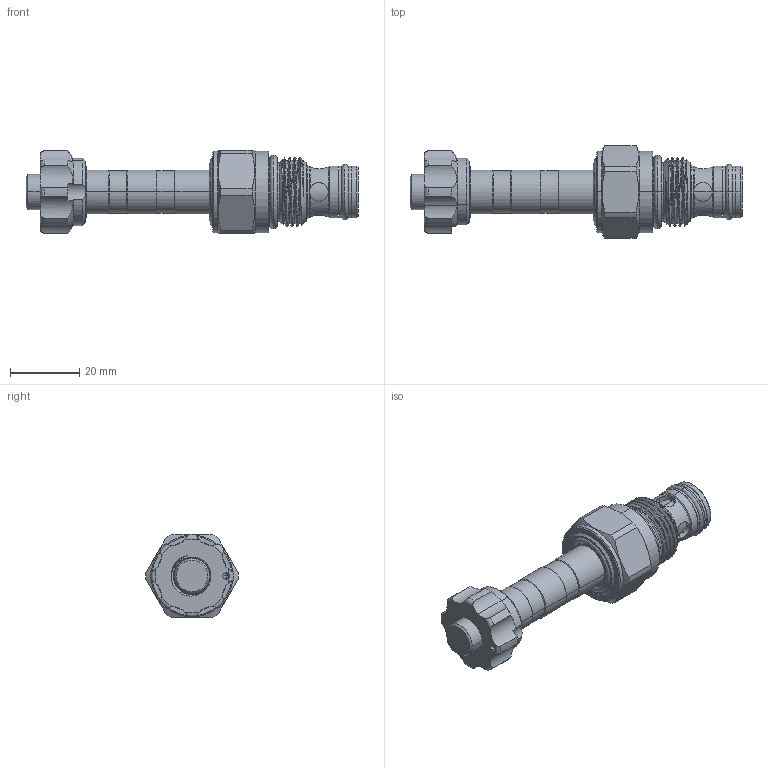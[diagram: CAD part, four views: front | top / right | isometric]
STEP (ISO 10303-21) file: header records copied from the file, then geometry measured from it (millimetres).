
FILE_DESCRIPTION (( 'STEP AP203' ), '1' );
FILE_NAME ('EP20M2A31M05.STEP', '2016-08-25T06:30:59', ( '' ), ( '' ), 'SwSTEP 2.0', 'SolidWorks 2012', '' );
FILE_SCHEMA (( 'CONFIG_CONTROL_DESIGN' ));
Length unit declared in the file: millimetre
Products named in the file (1): EP20M2A31M05
Bounding box: 95.85 x 26.69 x 24 mm (x, y, z)
Volume: 22369.8 mm3; surface area: 9246.6 mm2
Topology: 4 solids, 4 shells, 228 faces, 552 edges, 342 vertices
Faces by surface type: cylinder 117, cone 48, torus 30, plane 27, bspline 6
Entity records: 11324 total; most frequent: CARTESIAN_POINT 6049, ORIENTED_EDGE 1104, DIRECTION 1102, EDGE_CURVE 552, AXIS2_PLACEMENT_3D 471, VERTEX_POINT 342, CIRCLE 248, EDGE_LOOP 246
